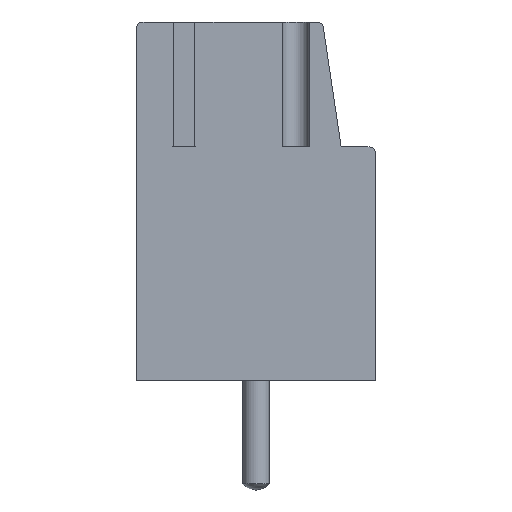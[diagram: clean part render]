
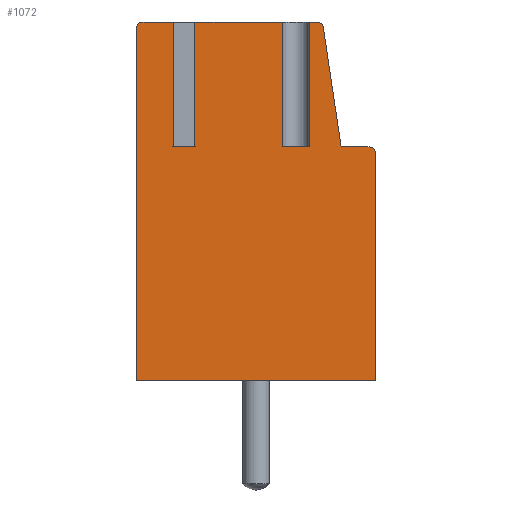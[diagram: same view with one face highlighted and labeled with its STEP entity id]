
A CAD part, left-side view. The second image highlights one B-rep face of the part: STEP entity #1072.
In plain terms, the highlighted planar face has unit normal (-1, 0, 0).
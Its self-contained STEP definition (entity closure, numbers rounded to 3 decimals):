
#1072=ADVANCED_FACE('',(#3662),#3664,.T.);
#3662=FACE_BOUND('',#3663,.T.);
#3663=EDGE_LOOP('',(#5869,#5870,#5871,#5872,#5873,#5874,#5875,#5876,#5877,#5878,
#5879,#5880,#5881,#5882,#5883,#5884,#5885));
#3664=PLANE('',#3665);
#3665=AXIS2_PLACEMENT_3D('',#3666,#3667,#3668);
#3666=CARTESIAN_POINT('',(-2.5,0.,0.));
#3667=DIRECTION('',(-1.,0.,0.));
#3668=DIRECTION('',(0.,0.,-1.));
#5869=ORIENTED_EDGE('',*,*,#7243,.T.);
#5870=ORIENTED_EDGE('',*,*,#7072,.T.);
#5871=ORIENTED_EDGE('',*,*,#7242,.T.);
#5872=ORIENTED_EDGE('',*,*,#7244,.T.);
#5873=ORIENTED_EDGE('',*,*,#7245,.T.);
#5874=ORIENTED_EDGE('',*,*,#7155,.T.);
#5875=ORIENTED_EDGE('',*,*,#7246,.T.);
#5876=ORIENTED_EDGE('',*,*,#7247,.T.);
#5877=ORIENTED_EDGE('',*,*,#7248,.T.);
#5878=ORIENTED_EDGE('',*,*,#7249,.T.);
#5879=ORIENTED_EDGE('',*,*,#7078,.T.);
#5880=ORIENTED_EDGE('',*,*,#7250,.T.);
#5881=ORIENTED_EDGE('',*,*,#7251,.T.);
#5882=ORIENTED_EDGE('',*,*,#7252,.T.);
#5883=ORIENTED_EDGE('',*,*,#7076,.T.);
#5884=ORIENTED_EDGE('',*,*,#7253,.T.);
#5885=ORIENTED_EDGE('',*,*,#7254,.T.);
#7072=EDGE_CURVE('',#7923,#7921,#7924,.T.);
#7076=EDGE_CURVE('',#7931,#7929,#7932,.T.);
#7078=EDGE_CURVE('',#7935,#7933,#7936,.T.);
#7155=EDGE_CURVE('',#8077,#8075,#8078,.T.);
#7242=EDGE_CURVE('',#7921,#8222,#8224,.T.);
#7243=EDGE_CURVE('',#8225,#7923,#8226,.F.);
#7244=EDGE_CURVE('',#8222,#8227,#8228,.T.);
#7245=EDGE_CURVE('',#8227,#8077,#8229,.T.);
#7246=EDGE_CURVE('',#8075,#8230,#8231,.T.);
#7247=EDGE_CURVE('',#8230,#8232,#8233,.T.);
#7248=EDGE_CURVE('',#8232,#8234,#8235,.T.);
#7249=EDGE_CURVE('',#8234,#7935,#8236,.T.);
#7250=EDGE_CURVE('',#7933,#8237,#8238,.F.);
#7251=EDGE_CURVE('',#8237,#8239,#8240,.T.);
#7252=EDGE_CURVE('',#8239,#7931,#8241,.T.);
#7253=EDGE_CURVE('',#7929,#8242,#8243,.F.);
#7254=EDGE_CURVE('',#8242,#8225,#8244,.T.);
#7921=VERTEX_POINT('',#9367);
#7923=VERTEX_POINT('',#9371);
#7924=LINE('',#9372,#9373);
#7929=VERTEX_POINT('',#9383);
#7931=VERTEX_POINT('',#9387);
#7932=LINE('',#9388,#9389);
#7933=VERTEX_POINT('',#9391);
#7935=VERTEX_POINT('',#9396);
#7936=LINE('',#9397,#9398);
#8075=VERTEX_POINT('',#9705);
#8077=VERTEX_POINT('',#9709);
#8078=LINE('',#9710,#9711);
#8222=VERTEX_POINT('',#10037);
#8224=CIRCLE('',#10041,0.25);
#8225=VERTEX_POINT('',#10045);
#8226=LINE('',#10046,#10047);
#8227=VERTEX_POINT('',#10049);
#8228=LINE('',#10050,#10051);
#8229=LINE('',#10053,#10054);
#8230=VERTEX_POINT('',#10056);
#8231=CIRCLE('',#10057,0.25);
#8232=VERTEX_POINT('',#10061);
#8233=LINE('',#10062,#10063);
#8234=VERTEX_POINT('',#10065);
#8235=LINE('',#10066,#10067);
#8236=CIRCLE('',#10069,0.25);
#8237=VERTEX_POINT('',#10073);
#8238=LINE('',#10074,#10075);
#8239=VERTEX_POINT('',#10077);
#8240=LINE('',#10078,#10079);
#8241=LINE('',#10081,#10082);
#8242=VERTEX_POINT('',#10084);
#8243=LINE('',#10085,#10086);
#8244=LINE('',#10088,#10089);
#9367=CARTESIAN_POINT('',(-2.5,4.25,13.5));
#9371=CARTESIAN_POINT('',(-2.5,3.1,13.5));
#9372=CARTESIAN_POINT('',(-2.5,3.1,13.5));
#9373=VECTOR('',#9374,1.);
#9374=DIRECTION('',(0.,1.,0.));
#9383=CARTESIAN_POINT('',(-2.5,2.3,13.5));
#9387=CARTESIAN_POINT('',(-2.5,-1.,13.5));
#9388=CARTESIAN_POINT('',(-2.5,-1.,13.5));
#9389=VECTOR('',#9390,1.);
#9390=DIRECTION('',(0.,1.,0.));
#9391=CARTESIAN_POINT('',(-2.5,-2.,13.5));
#9396=CARTESIAN_POINT('',(-2.5,-2.284,13.5));
#9397=CARTESIAN_POINT('',(-2.5,-2.284,13.5));
#9398=VECTOR('',#9399,1.);
#9399=DIRECTION('',(0.,1.,0.));
#9705=CARTESIAN_POINT('',(-2.5,-4.5,8.55));
#9709=CARTESIAN_POINT('',(-2.5,-4.5,0.));
#9710=CARTESIAN_POINT('',(-2.5,-4.5,0.));
#9711=VECTOR('',#9712,1.);
#9712=DIRECTION('',(0.,0.,1.));
#10037=CARTESIAN_POINT('',(-2.5,4.5,13.25));
#10041=AXIS2_PLACEMENT_3D('',#10042,#10043,#10044);
#10042=CARTESIAN_POINT('',(-2.5,4.25,13.25));
#10043=DIRECTION('',(-1.,-0.,-0.));
#10044=DIRECTION('',(0.,0.,1.));
#10045=CARTESIAN_POINT('',(-2.5,3.1,8.8));
#10046=CARTESIAN_POINT('',(-2.5,3.1,13.5));
#10047=VECTOR('',#10048,1.);
#10048=DIRECTION('',(0.,0.,-1.));
#10049=CARTESIAN_POINT('',(-2.5,4.5,0.));
#10050=CARTESIAN_POINT('',(-2.5,4.5,13.25));
#10051=VECTOR('',#10052,1.);
#10052=DIRECTION('',(0.,0.,-1.));
#10053=CARTESIAN_POINT('',(-2.5,4.5,0.));
#10054=VECTOR('',#10055,1.);
#10055=DIRECTION('',(0.,-1.,0.));
#10056=CARTESIAN_POINT('',(-2.5,-4.25,8.8));
#10057=AXIS2_PLACEMENT_3D('',#10058,#10059,#10060);
#10058=CARTESIAN_POINT('',(-2.5,-4.25,8.55));
#10059=DIRECTION('',(-1.,-0.,-0.));
#10060=DIRECTION('',(0.,-1.,0.));
#10061=CARTESIAN_POINT('',(-2.5,-3.2,8.8));
#10062=CARTESIAN_POINT('',(-2.5,-4.25,8.8));
#10063=VECTOR('',#10064,1.);
#10064=DIRECTION('',(0.,1.,0.));
#10065=CARTESIAN_POINT('',(-2.5,-2.532,13.287));
#10066=CARTESIAN_POINT('',(-2.5,-3.2,8.8));
#10067=VECTOR('',#10068,1.);
#10068=DIRECTION('',(0.,0.147,0.989));
#10069=AXIS2_PLACEMENT_3D('',#10070,#10071,#10072);
#10070=CARTESIAN_POINT('',(-2.5,-2.284,13.25));
#10071=DIRECTION('',(-1.,-0.,-0.));
#10072=DIRECTION('',(0.,-0.989,0.147));
#10073=CARTESIAN_POINT('',(-2.5,-2.,8.8));
#10074=CARTESIAN_POINT('',(-2.5,-2.,8.8));
#10075=VECTOR('',#10076,1.);
#10076=DIRECTION('',(0.,0.,1.));
#10077=CARTESIAN_POINT('',(-2.5,-1.,8.8));
#10078=CARTESIAN_POINT('',(-2.5,-2.,8.8));
#10079=VECTOR('',#10080,1.);
#10080=DIRECTION('',(0.,1.,0.));
#10081=CARTESIAN_POINT('',(-2.5,-1.,8.8));
#10082=VECTOR('',#10083,1.);
#10083=DIRECTION('',(0.,0.,1.));
#10084=CARTESIAN_POINT('',(-2.5,2.3,8.8));
#10085=CARTESIAN_POINT('',(-2.5,2.3,8.8));
#10086=VECTOR('',#10087,1.);
#10087=DIRECTION('',(0.,0.,1.));
#10088=CARTESIAN_POINT('',(-2.5,2.3,8.8));
#10089=VECTOR('',#10090,1.);
#10090=DIRECTION('',(0.,1.,0.));
